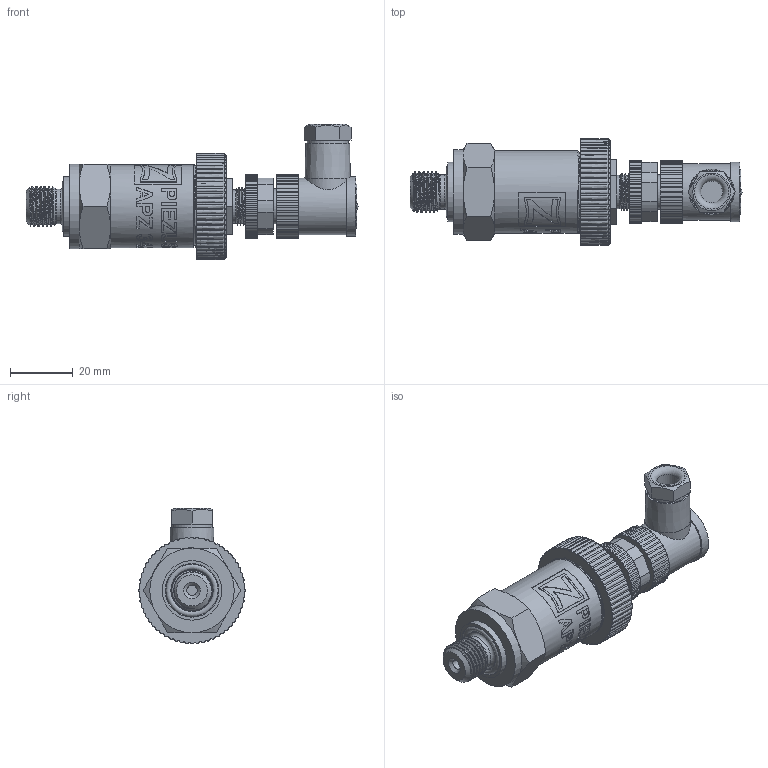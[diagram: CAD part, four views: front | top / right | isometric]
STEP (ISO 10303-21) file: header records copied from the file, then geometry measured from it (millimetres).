
FILE_DESCRIPTION(/* description */ (''),/* implementation_level */ '2;1');
FILE_NAME(/* name */ 'APZ3420_G1`4DIN_M12x1-angular.step',/* time_stamp */ '2021-06-08T17:02:38+03:00',/* author */ (''),/* organization */ (''),/* preprocessor_version */ 'ST-DEVELOPER v18.1',/* originating_system */ 'Autodesk Translation Framework v10.9.0.1377',/* authorisation */ '');
FILE_SCHEMA (('AUTOMOTIVE_DESIGN { 1 0 10303 214 3 1 1 }'));
Length unit declared in the file: millimetre
Products named in the file (6): (Unsaved); G 1/4 DIN; OMAL nut M27x1.5 v8; M12x1 male v16; Ш100.000.002 v4; M12x1 female angular v10
Assembly tree (5 placements, depth 2):
  (Unsaved)
    G 1/4 DIN
    OMAL nut M27x1.5 v8
    M12x1 male v16
    Ш100.000.002 v4
    M12x1 female angular v10
Bounding box: 106.07 x 34 x 43.2 mm (x, y, z)
Volume: 46510 mm3; surface area: 19262.5 mm2
Topology: 17 solids, 17 shells, 981 faces, 2738 edges, 1836 vertices
Faces by surface type: bspline 449, cylinder 322, plane 167, cone 32, torus 10, sphere 1
Full cylindrical faces by diameter (mm): 1 x12, 1.5 x4, 3.3 x1, 7 x1, 8 x1, 8.2 x1, 9.471 x2, 10.6 x2, 10.741 x6, 11 x1, 11.035 x4, 11.156 x1, 11.445 x5, 11.884 x5, 12.152 x4, 13 x1, 14 x1, 14.137 x4, 14.526 x1, 15.85 x3, 16.7 x1, 18 x1, 19 x2, 21.4 x2, 22.4 x1, 24.5 x1, 25.132 x4, 25.526 x4, 26.5 x5, 27 x1
Entity records: 71513 total; most frequent: CARTESIAN_POINT 48773, ORIENTED_EDGE 5476, DIRECTION 3431, EDGE_CURVE 2738, VERTEX_POINT 1836, AXIS2_PLACEMENT_3D 1188, LINE 1055, VECTOR 1055
